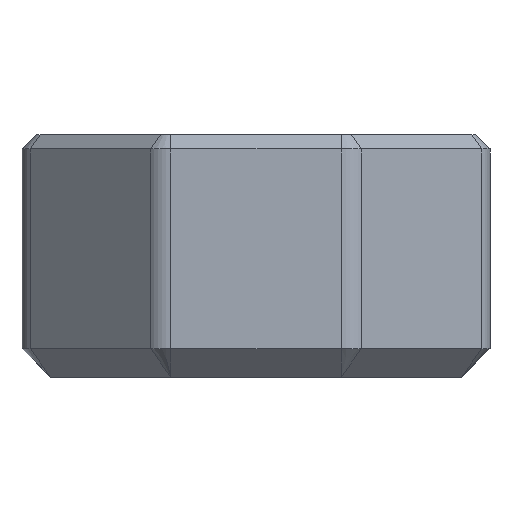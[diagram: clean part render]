
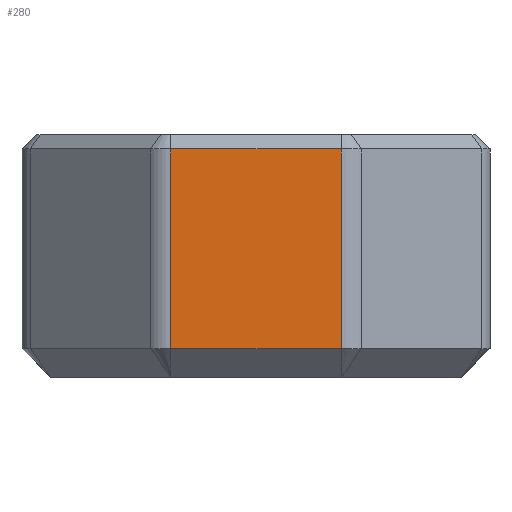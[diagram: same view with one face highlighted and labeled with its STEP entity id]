
A CAD part, front view. The second image highlights one B-rep face of the part: STEP entity #280.
In plain terms, the highlighted planar face has unit normal (0, -1, 0).
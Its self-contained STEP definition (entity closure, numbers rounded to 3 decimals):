
#280 = ADVANCED_FACE ( 'NONE', ( #3518 ), #528, .T. ) ;
#521 = CARTESIAN_POINT ( 'NONE',  ( 0., -16.4, -17. ) ) ;
#528 = PLANE ( 'NONE',  #581 ) ;
#530 = DIRECTION ( 'NONE',  ( 0., -1., 0. ) ) ;
#531 = DIRECTION ( 'NONE',  ( 0., 0., -1. ) ) ;
#581 = AXIS2_PLACEMENT_3D ( 'NONE', #521, #530, #531 ) ;
#1143 = CARTESIAN_POINT ( 'NONE',  ( 0., -16.4, -1. ) ) ;
#1158 = CARTESIAN_POINT ( 'NONE',  ( 5.965, -16.4, -17. ) ) ;
#1160 = DIRECTION ( 'NONE',  ( 0., 0., 1. ) ) ;
#1161 = DIRECTION ( 'NONE',  ( -1., 0., 0. ) ) ;
#1162 = CARTESIAN_POINT ( 'NONE',  ( -5.965, -16.4, -17. ) ) ;
#1163 = DIRECTION ( 'NONE',  ( 0., 0., -1. ) ) ;
#1164 = CARTESIAN_POINT ( 'NONE',  ( 5.965, -16.4, -15. ) ) ;
#1165 = DIRECTION ( 'NONE',  ( 1., 0., 0. ) ) ;
#1274 = CARTESIAN_POINT ( 'NONE',  ( 5.965, -16.4, -15. ) ) ;
#1275 = CARTESIAN_POINT ( 'NONE',  ( 5.965, -16.4, -1. ) ) ;
#1280 = CARTESIAN_POINT ( 'NONE',  ( -5.965, -16.4, -1. ) ) ;
#1281 = CARTESIAN_POINT ( 'NONE',  ( -5.965, -16.4, -15. ) ) ;
#1605 = EDGE_CURVE ( 'NONE', #2708, #2709, #2109, .T. ) ;
#1606 = EDGE_CURVE ( 'NONE', #2709, #2714, #2103, .T. ) ;
#1607 = EDGE_CURVE ( 'NONE', #2714, #2715, #2113, .T. ) ;
#1608 = EDGE_CURVE ( 'NONE', #2715, #2708, #2115, .T. ) ;
#2103 = LINE ( 'NONE', #1143, #2114 ) ;
#2109 = LINE ( 'NONE', #1158, #2112 ) ;
#2112 = VECTOR ( 'NONE', #1160, 1000. ) ;
#2113 = LINE ( 'NONE', #1162, #2116 ) ;
#2114 = VECTOR ( 'NONE', #1161, 1000. ) ;
#2115 = LINE ( 'NONE', #1164, #2118 ) ;
#2116 = VECTOR ( 'NONE', #1163, 1000. ) ;
#2118 = VECTOR ( 'NONE', #1165, 1000. ) ;
#2489 = EDGE_LOOP ( 'NONE', ( #3015, #3016, #3017, #3018 ) ) ;
#2708 = VERTEX_POINT ( 'NONE', #1274 ) ;
#2709 = VERTEX_POINT ( 'NONE', #1275 ) ;
#2714 = VERTEX_POINT ( 'NONE', #1280 ) ;
#2715 = VERTEX_POINT ( 'NONE', #1281 ) ;
#3015 = ORIENTED_EDGE ( 'NONE', *, *, #1605, .T. ) ;
#3016 = ORIENTED_EDGE ( 'NONE', *, *, #1606, .T. ) ;
#3017 = ORIENTED_EDGE ( 'NONE', *, *, #1607, .T. ) ;
#3018 = ORIENTED_EDGE ( 'NONE', *, *, #1608, .T. ) ;
#3518 = FACE_OUTER_BOUND ( 'NONE', #2489, .T. ) ;
